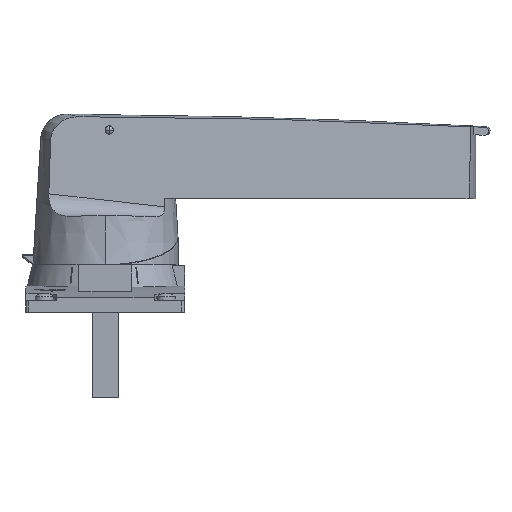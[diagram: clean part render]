
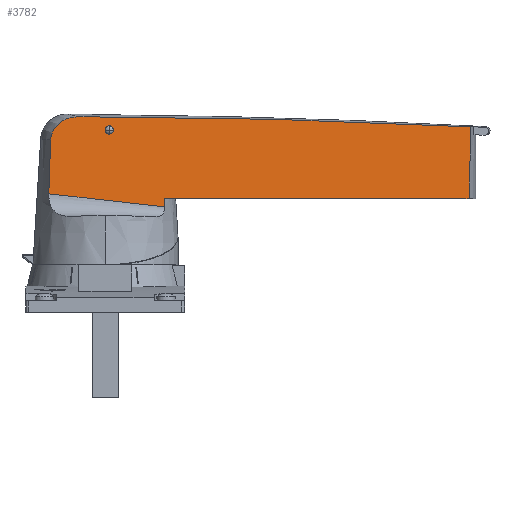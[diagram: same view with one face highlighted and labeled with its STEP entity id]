
A CAD part, front view. The second image highlights one B-rep face of the part: STEP entity #3782.
In plain terms, the highlighted planar face has unit normal (0.02, -0.998, 0.058).
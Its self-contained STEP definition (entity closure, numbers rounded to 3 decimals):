
#3782=ADVANCED_FACE('',(#11115,#11116),#11117,.T.);
#6022=VERTEX_POINT('',#14002);
#6026=VERTEX_POINT('',#14006);
#6028=EDGE_CURVE('',#6022,#6026,#14008,.T.);
#6146=VERTEX_POINT('',#14126);
#6148=EDGE_CURVE('',#6146,#6026,#14128,.F.);
#6216=VERTEX_POINT('',#14196);
#6220=VERTEX_POINT('',#14200);
#6222=EDGE_CURVE('',#6220,#6216,#14202,.F.);
#6232=EDGE_CURVE('',#6022,#6220,#14212,.F.);
#6234=VERTEX_POINT('',#14214);
#6236=EDGE_CURVE('',#6216,#6234,#14216,.T.);
#6238=VERTEX_POINT('',#14218);
#6240=EDGE_CURVE('',#6234,#6238,#14220,.T.);
#6242=EDGE_CURVE('',#6146,#6238,#14222,.F.);
#6244=VERTEX_POINT('',#14224);
#6246=VERTEX_POINT('',#14226);
#6248=EDGE_CURVE('',#6244,#6246,#14228,.T.);
#6250=EDGE_CURVE('',#6246,#6244,#14230,.T.);
#11115=FACE_OUTER_BOUND('',#21935,.T.);
#11116=FACE_BOUND('',#21936,.T.);
#11117=PLANE('',#21937);
#14002=CARTESIAN_POINT('',(10.126,62.825,77.154));
#14006=CARTESIAN_POINT('',(10.816,64.026,97.44));
#14008=(B_SPLINE_CURVE(2,(#27131,#27132,#27133),.UNSPECIFIED.,.F.,.F.)B_SPLINE_CURVE_WITH_KNOTS((3,3),(1.244,21.577),.UNSPECIFIED.)RATIONAL_B_SPLINE_CURVE((1.,1.,1.))BOUNDED_CURVE()REPRESENTATION_ITEM('')GEOMETRIC_REPRESENTATION_ITEM()CURVE());
#14126=CARTESIAN_POINT('',(21.909,64.765,106.264));
#14128=B_SPLINE_CURVE_WITH_KNOTS('',3,(#27408,#27409,#27410,#27411,#27412,#27413,#27414,#27415,#27416,#27417,#27418,#27419),.UNSPECIFIED.,.F.,.F.,(4,2,2,2,2,4),(0.649,1.307,3.305,5.354,7.596,10.83),.UNSPECIFIED.);
#14196=CARTESIAN_POINT('',(53.767,63.59,75.3));
#14200=CARTESIAN_POINT('',(53.876,63.412,72.205));
#14202=(B_SPLINE_CURVE(2,(#27821,#27822,#27823),.UNSPECIFIED.,.F.,.F.)B_SPLINE_CURVE_WITH_KNOTS((3,3),(1.271,4.372),.UNSPECIFIED.)RATIONAL_B_SPLINE_CURVE((1.,1.,1.))BOUNDED_CURVE()REPRESENTATION_ITEM('')GEOMETRIC_REPRESENTATION_ITEM()CURVE());
#14212=B_SPLINE_CURVE_WITH_KNOTS('',3,(#27870,#27871,#27872,#27873,#27874,#27875,#27876,#27877,#27878,#27879),.UNSPECIFIED.,.F.,.F.,(4,3,3,4),(0.0,0.542,0.666,1.0),.UNSPECIFIED.);
#14214=CARTESIAN_POINT('',(168.898,65.897,75.3));
#14216=LINE('',#27884,#27885);
#14218=CARTESIAN_POINT('',(169.578,67.499,102.434));
#14220=ELLIPSE('',#27890,471.043,27.52);
#14222=B_SPLINE_CURVE_WITH_KNOTS('',3,(#27893,#27894,#27895,#27896,#27897,#27898),.UNSPECIFIED.,.F.,.F.,(4,2,4),(779.405,851.85,916.761),.UNSPECIFIED.);
#14224=CARTESIAN_POINT('',(32.95,64.601,99.695));
#14226=CARTESIAN_POINT('',(32.95,64.783,102.805));
#14228=ELLIPSE('',#27905,1.558,1.555);
#14230=ELLIPSE('',#27908,1.558,1.555);
#21935=EDGE_LOOP('',(#36602,#36603,#36604,#36605,#36606,#36607,#36608));
#21936=EDGE_LOOP('',(#36609,#36610));
#21937=AXIS2_PLACEMENT_3D('',#36611,#36612,#36613);
#27131=CARTESIAN_POINT('',(10.126,62.825,77.154));
#27132=CARTESIAN_POINT('',(10.472,63.435,87.467));
#27133=CARTESIAN_POINT('',(10.816,64.026,97.44));
#27408=CARTESIAN_POINT('',(10.816,64.026,97.44));
#27409=CARTESIAN_POINT('',(10.825,64.043,97.721));
#27410=CARTESIAN_POINT('',(10.849,64.062,98.038));
#27411=CARTESIAN_POINT('',(11.07,64.152,99.512));
#27412=CARTESIAN_POINT('',(11.454,64.222,100.572));
#27413=CARTESIAN_POINT('',(12.633,64.359,102.516));
#27414=CARTESIAN_POINT('',(13.417,64.425,103.364));
#27415=CARTESIAN_POINT('',(15.352,64.548,104.812));
#27416=CARTESIAN_POINT('',(16.496,64.603,105.356));
#27417=CARTESIAN_POINT('',(19.47,64.714,106.228));
#27418=CARTESIAN_POINT('',(21.067,64.748,106.262));
#27419=CARTESIAN_POINT('',(21.909,64.765,106.264));
#27821=CARTESIAN_POINT('',(53.767,63.59,75.3));
#27822=CARTESIAN_POINT('',(53.821,63.501,73.756));
#27823=CARTESIAN_POINT('',(53.876,63.412,72.205));
#27870=CARTESIAN_POINT('',(53.876,63.412,72.205));
#27871=CARTESIAN_POINT('',(46.015,63.327,73.447));
#27872=CARTESIAN_POINT('',(38.124,63.23,74.501));
#27873=CARTESIAN_POINT('',(30.213,63.123,75.368));
#27874=CARTESIAN_POINT('',(28.4,63.098,75.566));
#27875=CARTESIAN_POINT('',(26.586,63.073,75.754));
#27876=CARTESIAN_POINT('',(24.771,63.047,75.933));
#27877=CARTESIAN_POINT('',(19.896,62.977,76.413));
#27878=CARTESIAN_POINT('',(15.013,62.903,76.82));
#27879=CARTESIAN_POINT('',(10.126,62.825,77.154));
#27884=CARTESIAN_POINT('',(30.737,63.129,75.3));
#27885=VECTOR('',#42621,1.0);
#27890=AXIS2_PLACEMENT_3D('',#42622,#42623,#42624);
#27893=CARTESIAN_POINT('',(169.578,67.499,102.434));
#27894=CARTESIAN_POINT('',(143.485,67.054,103.767));
#27895=CARTESIAN_POINT('',(117.437,66.59,104.75));
#27896=CARTESIAN_POINT('',(68.209,65.674,105.956));
#27897=CARTESIAN_POINT('',(45.012,65.227,106.247));
#27898=CARTESIAN_POINT('',(21.909,64.765,106.264));
#27905=AXIS2_PLACEMENT_3D('',#42625,#42626,#42627);
#27908=AXIS2_PLACEMENT_3D('',#42628,#42629,#42630);
#36602=ORIENTED_EDGE('',*,*,#6222,.T.);
#36603=ORIENTED_EDGE('',*,*,#6236,.T.);
#36604=ORIENTED_EDGE('',*,*,#6240,.T.);
#36605=ORIENTED_EDGE('',*,*,#6242,.F.);
#36606=ORIENTED_EDGE('',*,*,#6148,.T.);
#36607=ORIENTED_EDGE('',*,*,#6028,.F.);
#36608=ORIENTED_EDGE('',*,*,#6232,.T.);
#36609=ORIENTED_EDGE('',*,*,#6248,.F.);
#36610=ORIENTED_EDGE('',*,*,#6250,.F.);
#36611=CARTESIAN_POINT('',(30.737,63.129,75.3));
#36612=DIRECTION('',(0.02,-0.998,0.058));
#36613=DIRECTION('',(0.0,0.058,0.998));
#42621=DIRECTION('',(1.,0.02,0.0));
#42622=CARTESIAN_POINT('',(143.92,77.45,281.216));
#42623=DIRECTION('',(0.02,-0.998,0.058));
#42624=DIRECTION('',(0.001,-0.058,-0.998));
#42625=CARTESIAN_POINT('',(32.95,64.692,101.25));
#42626=DIRECTION('',(0.02,-0.998,0.058));
#42627=DIRECTION('',(-0.323,-0.062,-0.944));
#42628=CARTESIAN_POINT('',(32.95,64.692,101.25));
#42629=DIRECTION('',(0.02,-0.998,0.058));
#42630=DIRECTION('',(-0.323,-0.062,-0.944));
